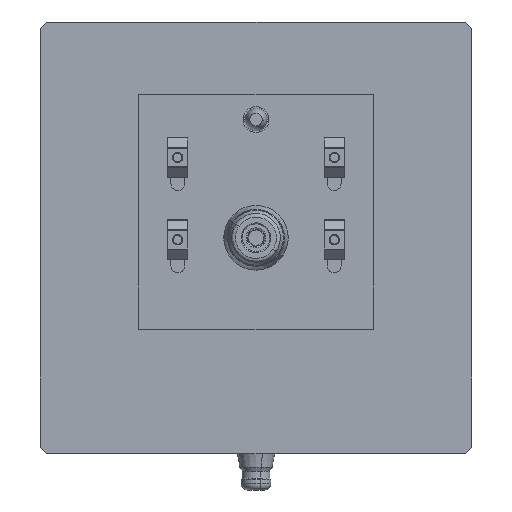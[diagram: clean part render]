
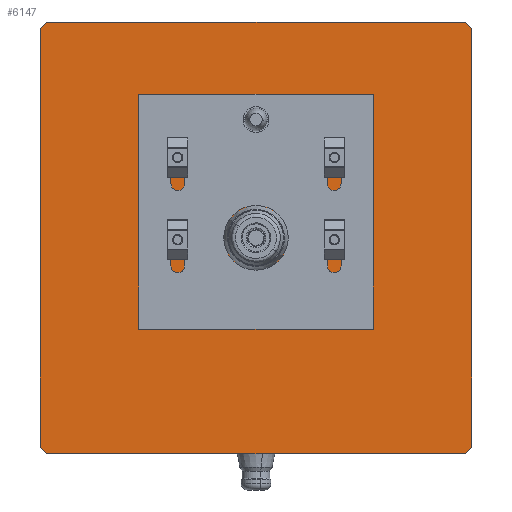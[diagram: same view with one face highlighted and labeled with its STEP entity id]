
A CAD part, front view. The second image highlights one B-rep face of the part: STEP entity #6147.
In plain terms, the highlighted planar face has unit normal (0, -1, 0).
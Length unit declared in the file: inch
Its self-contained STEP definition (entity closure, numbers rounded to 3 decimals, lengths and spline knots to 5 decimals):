
#90 = ORIENTED_EDGE ( 'NONE', *, *, #11661, .F. ) ;
#98 = LINE ( 'NONE', #13921, #11387 ) ;
#277 = DIRECTION ( 'NONE',  ( 0., 0., -1. ) ) ;
#448 = ORIENTED_EDGE ( 'NONE', *, *, #13470, .T. ) ;
#537 = CIRCLE ( 'NONE', #11769, 0.45526 ) ;
#880 = VERTEX_POINT ( 'NONE', #14074 ) ;
#913 = CARTESIAN_POINT ( 'NONE',  ( 0., -0.59055, 1.94904 ) ) ;
#1011 = CARTESIAN_POINT ( 'NONE',  ( 0., -0.59055, 2.264 ) ) ;
#1185 = EDGE_CURVE ( 'NONE', #2370, #17459, #10443, .T. ) ;
#1227 = DIRECTION ( 'NONE',  ( -1., 0., 0. ) ) ;
#1339 = VERTEX_POINT ( 'NONE', #913 ) ;
#1393 = ORIENTED_EDGE ( 'NONE', *, *, #15106, .F. ) ;
#1399 = ORIENTED_EDGE ( 'NONE', *, *, #16300, .F. ) ;
#1407 = VERTEX_POINT ( 'NONE', #16038 ) ;
#1717 = VECTOR ( 'NONE', #17424, 39.37008 ) ;
#1731 = CARTESIAN_POINT ( 'NONE',  ( -4.00886, -0.59055, 4.13386 ) ) ;
#1763 = ORIENTED_EDGE ( 'NONE', *, *, #1185, .F. ) ;
#1825 = CARTESIAN_POINT ( 'NONE',  ( 4.13386, -0.59055, -4.00886 ) ) ;
#1841 = EDGE_CURVE ( 'NONE', #12333, #1407, #15770, .T. ) ;
#1860 = CARTESIAN_POINT ( 'NONE',  ( -4.13386, -0.59055, -4.13386 ) ) ;
#2151 = EDGE_LOOP ( 'NONE', ( #1763, #18931, #1399, #11167, #5441, #17031, #15257, #448 ) ) ;
#2173 = CARTESIAN_POINT ( 'NONE',  ( -4.07136, -0.59055, -4.07136 ) ) ;
#2370 = VERTEX_POINT ( 'NONE', #18937 ) ;
#2395 = AXIS2_PLACEMENT_3D ( 'NONE', #18448, #6181, #5993 ) ;
#2675 = FACE_BOUND ( 'NONE', #6727, .T. ) ;
#3079 = VECTOR ( 'NONE', #16166, 39.37008 ) ;
#3776 = DIRECTION ( 'NONE',  ( 0.707, 0., -0.707 ) ) ;
#4882 = VECTOR ( 'NONE', #11048, 39.37008 ) ;
#5118 = EDGE_CURVE ( 'NONE', #17435, #880, #18620, .T. ) ;
#5441 = ORIENTED_EDGE ( 'NONE', *, *, #1841, .F. ) ;
#5444 = CARTESIAN_POINT ( 'NONE',  ( -4.07136, -0.59055, 4.07136 ) ) ;
#5993 = DIRECTION ( 'NONE',  ( 0., 0., -1. ) ) ;
#6147 = ADVANCED_FACE ( 'NONE', ( #7070, #2675, #17939 ), #13209, .T. ) ;
#6181 = DIRECTION ( 'NONE',  ( 0., -1., 0. ) ) ;
#6478 = VERTEX_POINT ( 'NONE', #8840 ) ;
#6727 = EDGE_LOOP ( 'NONE', ( #90, #14362 ) ) ;
#6966 = LINE ( 'NONE', #2173, #13898 ) ;
#7070 = FACE_BOUND ( 'NONE', #11069, .T. ) ;
#7102 = EDGE_CURVE ( 'NONE', #2370, #11320, #17069, .T. ) ;
#7956 = DIRECTION ( 'NONE',  ( 0., -1., 0. ) ) ;
#8043 = CARTESIAN_POINT ( 'NONE',  ( -4.00886, -0.59055, -4.13386 ) ) ;
#8434 = CIRCLE ( 'NONE', #11356, 0.31496 ) ;
#8493 = CARTESIAN_POINT ( 'NONE',  ( 0., -0.59055, 0. ) ) ;
#8597 = VECTOR ( 'NONE', #1227, 39.37008 ) ;
#8840 = CARTESIAN_POINT ( 'NONE',  ( 0., -0.59055, 2.57896 ) ) ;
#8866 = CARTESIAN_POINT ( 'NONE',  ( 4.13386, -0.59055, 4.00886 ) ) ;
#9021 = EDGE_CURVE ( 'NONE', #1339, #6478, #11053, .T. ) ;
#9497 = DIRECTION ( 'NONE',  ( 0., 0., -1. ) ) ;
#9649 = AXIS2_PLACEMENT_3D ( 'NONE', #15287, #12027, #12124 ) ;
#9667 = CARTESIAN_POINT ( 'NONE',  ( 4.07136, -0.59055, 4.07136 ) ) ;
#9809 = DIRECTION ( 'NONE',  ( 0., 0., -1. ) ) ;
#9844 = LINE ( 'NONE', #5444, #3079 ) ;
#10015 = DIRECTION ( 'NONE',  ( 0., -1., 0. ) ) ;
#10443 = LINE ( 'NONE', #14977, #8597 ) ;
#10992 = DIRECTION ( 'NONE',  ( 0., 0., 1. ) ) ;
#11002 = CARTESIAN_POINT ( 'NONE',  ( 0., -0.59055, 0. ) ) ;
#11048 = DIRECTION ( 'NONE',  ( 0.707, 0., 0.707 ) ) ;
#11053 = CIRCLE ( 'NONE', #2395, 0.31496 ) ;
#11069 = EDGE_LOOP ( 'NONE', ( #17186, #1393 ) ) ;
#11167 = ORIENTED_EDGE ( 'NONE', *, *, #14105, .T. ) ;
#11182 = EDGE_CURVE ( 'NONE', #12333, #880, #9844, .T. ) ;
#11320 = VERTEX_POINT ( 'NONE', #1825 ) ;
#11356 = AXIS2_PLACEMENT_3D ( 'NONE', #1011, #19368, #17867 ) ;
#11387 = VECTOR ( 'NONE', #9497, 39.37008 ) ;
#11661 = EDGE_CURVE ( 'NONE', #13294, #11681, #537, .T. ) ;
#11681 = VERTEX_POINT ( 'NONE', #18829 ) ;
#11769 = AXIS2_PLACEMENT_3D ( 'NONE', #11002, #7956, #277 ) ;
#12027 = DIRECTION ( 'NONE',  ( 0., -1., 0. ) ) ;
#12124 = DIRECTION ( 'NONE',  ( 0., 0., -1. ) ) ;
#12153 = CARTESIAN_POINT ( 'NONE',  ( -4.13386, -0.59055, -4.00886 ) ) ;
#12333 = VERTEX_POINT ( 'NONE', #1731 ) ;
#12453 = CIRCLE ( 'NONE', #19160, 0.45526 ) ;
#12632 = CARTESIAN_POINT ( 'NONE',  ( 0., -0.59055, -0.45526 ) ) ;
#12796 = DIRECTION ( 'NONE',  ( 1., 0., 0. ) ) ;
#13209 = PLANE ( 'NONE',  #9649 ) ;
#13294 = VERTEX_POINT ( 'NONE', #12632 ) ;
#13470 = EDGE_CURVE ( 'NONE', #17435, #17459, #6966, .T. ) ;
#13761 = VECTOR ( 'NONE', #12796, 39.37008 ) ;
#13898 = VECTOR ( 'NONE', #3776, 39.37008 ) ;
#13910 = VERTEX_POINT ( 'NONE', #8866 ) ;
#13921 = CARTESIAN_POINT ( 'NONE',  ( 4.13386, -0.59055, -4.13386 ) ) ;
#14074 = CARTESIAN_POINT ( 'NONE',  ( -4.13386, -0.59055, 4.00886 ) ) ;
#14105 = EDGE_CURVE ( 'NONE', #13910, #1407, #15690, .T. ) ;
#14362 = ORIENTED_EDGE ( 'NONE', *, *, #18177, .F. ) ;
#14977 = CARTESIAN_POINT ( 'NONE',  ( 4.13386, -0.59055, -4.13386 ) ) ;
#15106 = EDGE_CURVE ( 'NONE', #6478, #1339, #8434, .T. ) ;
#15257 = ORIENTED_EDGE ( 'NONE', *, *, #5118, .F. ) ;
#15287 = CARTESIAN_POINT ( 'NONE',  ( 0., -0.59055, 0. ) ) ;
#15690 = LINE ( 'NONE', #9667, #1717 ) ;
#15736 = CARTESIAN_POINT ( 'NONE',  ( 4.07136, -0.59055, -4.07136 ) ) ;
#15770 = LINE ( 'NONE', #17399, #13761 ) ;
#16038 = CARTESIAN_POINT ( 'NONE',  ( 4.00886, -0.59055, 4.13386 ) ) ;
#16166 = DIRECTION ( 'NONE',  ( -0.707, 0., -0.707 ) ) ;
#16300 = EDGE_CURVE ( 'NONE', #13910, #11320, #98, .T. ) ;
#16697 = VECTOR ( 'NONE', #10992, 39.37008 ) ;
#17031 = ORIENTED_EDGE ( 'NONE', *, *, #11182, .T. ) ;
#17069 = LINE ( 'NONE', #15736, #4882 ) ;
#17186 = ORIENTED_EDGE ( 'NONE', *, *, #9021, .F. ) ;
#17399 = CARTESIAN_POINT ( 'NONE',  ( 4.13386, -0.59055, 4.13386 ) ) ;
#17424 = DIRECTION ( 'NONE',  ( -0.707, 0., 0.707 ) ) ;
#17435 = VERTEX_POINT ( 'NONE', #12153 ) ;
#17459 = VERTEX_POINT ( 'NONE', #8043 ) ;
#17867 = DIRECTION ( 'NONE',  ( 0., 0., -1. ) ) ;
#17939 = FACE_OUTER_BOUND ( 'NONE', #2151, .T. ) ;
#18177 = EDGE_CURVE ( 'NONE', #11681, #13294, #12453, .T. ) ;
#18448 = CARTESIAN_POINT ( 'NONE',  ( 0., -0.59055, 2.264 ) ) ;
#18620 = LINE ( 'NONE', #1860, #16697 ) ;
#18829 = CARTESIAN_POINT ( 'NONE',  ( 0., -0.59055, 0.45526 ) ) ;
#18931 = ORIENTED_EDGE ( 'NONE', *, *, #7102, .T. ) ;
#18937 = CARTESIAN_POINT ( 'NONE',  ( 4.00886, -0.59055, -4.13386 ) ) ;
#19160 = AXIS2_PLACEMENT_3D ( 'NONE', #8493, #10015, #9809 ) ;
#19368 = DIRECTION ( 'NONE',  ( 0., -1., 0. ) ) ;
